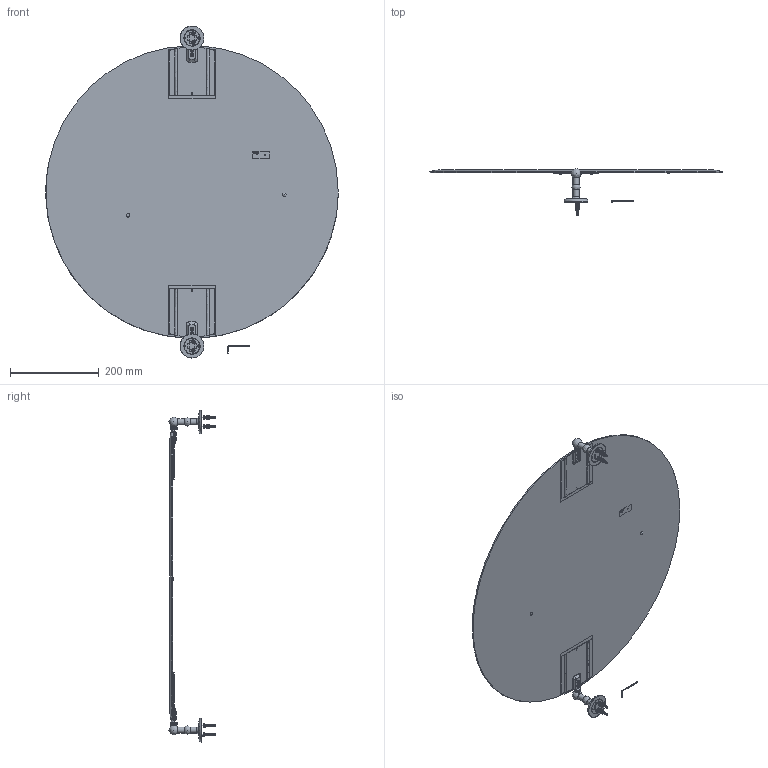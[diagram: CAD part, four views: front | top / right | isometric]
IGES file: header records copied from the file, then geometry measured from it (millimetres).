
Global section: file name: L1145-XL-CP; native system: Autodesk Inventor 2018; preprocessor: unknown; author: sbajwa; date: 20170814.115935; units: millimetre
Bounding box: 660 x 104.02 x 749.07 mm (x, y, z)
Volume: 2071010.2 mm3; surface area: 776055.6 mm2
Topology: 35 solids, 35 shells, 1775 faces, 5082 edges, 3377 vertices
Faces by surface type: bspline 1775
